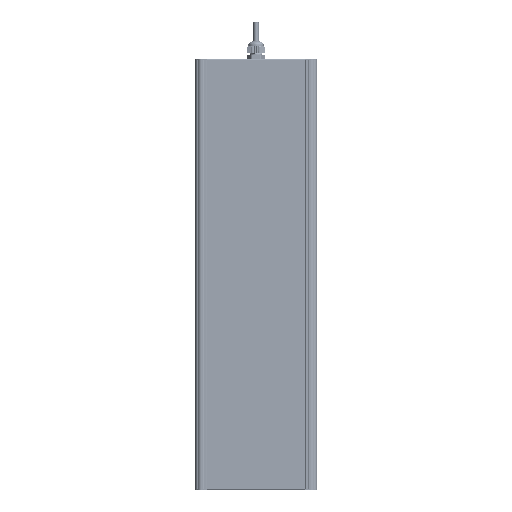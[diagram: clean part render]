
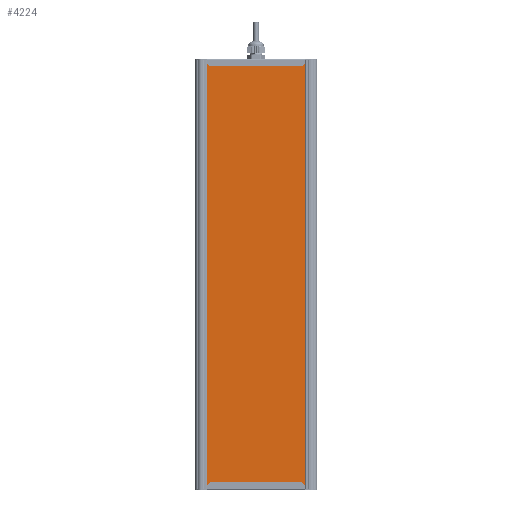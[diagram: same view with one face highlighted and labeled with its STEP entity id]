
A CAD part, front view. The second image highlights one B-rep face of the part: STEP entity #4224.
In plain terms, the highlighted face is planar.
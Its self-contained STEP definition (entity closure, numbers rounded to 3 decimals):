
#4224=ADVANCED_FACE('',(#16733),#16735,.T.);
#16733=FACE_BOUND('',#16734,.T.);
#16734=EDGE_LOOP('',(#48115,#48116,#48117,#48118));
#16735=PLANE('',#16736);
#16736=AXIS2_PLACEMENT_3D('',#16737,#16738,#16739);
#16737=CARTESIAN_POINT('',(2111.497,401.002,-34.582));
#16738=DIRECTION('',(0.,0.,-1.));
#16739=DIRECTION('',(0.,1.,0.));
#48115=ORIENTED_EDGE('',*,*,#56485,.F.);
#48116=ORIENTED_EDGE('',*,*,#56484,.T.);
#48117=ORIENTED_EDGE('',*,*,#56486,.F.);
#48118=ORIENTED_EDGE('',*,*,#56487,.F.);
#56484=EDGE_CURVE('',#62962,#62966,#62968,.T.);
#56485=EDGE_CURVE('',#62962,#62969,#62970,.T.);
#56486=EDGE_CURVE('',#62971,#62966,#62972,.T.);
#56487=EDGE_CURVE('',#62969,#62971,#62973,.T.);
#62962=VERTEX_POINT('',#83186);
#62966=VERTEX_POINT('',#83194);
#62968=LINE('',#83198,#83199);
#62969=VERTEX_POINT('',#83201);
#62970=LINE('',#83202,#83203);
#62971=VERTEX_POINT('',#83205);
#62972=LINE('',#83206,#83207);
#62973=LINE('',#83209,#83210);
#83186=CARTESIAN_POINT('',(2111.497,565.13,-34.582));
#83194=CARTESIAN_POINT('',(2773.497,565.13,-34.582));
#83198=CARTESIAN_POINT('',(2111.497,565.13,-34.582));
#83199=VECTOR('',#83200,1.);
#83200=DIRECTION('',(1.,0.,0.));
#83201=CARTESIAN_POINT('',(2111.497,401.002,-34.582));
#83202=CARTESIAN_POINT('',(2111.497,565.13,-34.582));
#83203=VECTOR('',#83204,1.);
#83204=DIRECTION('',(0.,-1.,0.));
#83205=CARTESIAN_POINT('',(2773.497,401.002,-34.582));
#83206=CARTESIAN_POINT('',(2773.497,401.002,-34.582));
#83207=VECTOR('',#83208,1.);
#83208=DIRECTION('',(0.,1.,0.));
#83209=CARTESIAN_POINT('',(2111.497,401.002,-34.582));
#83210=VECTOR('',#83211,1.);
#83211=DIRECTION('',(1.,0.,0.));
